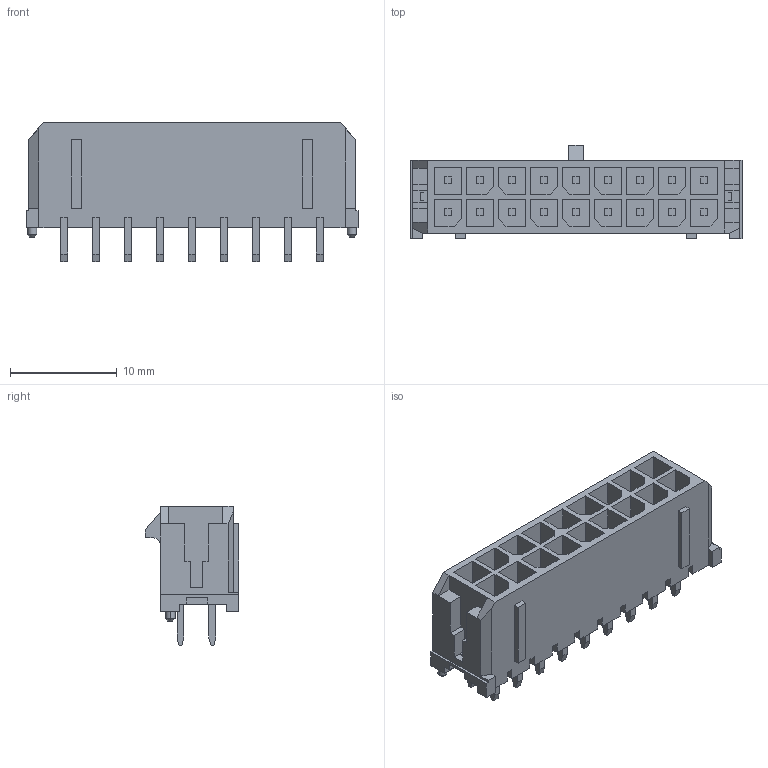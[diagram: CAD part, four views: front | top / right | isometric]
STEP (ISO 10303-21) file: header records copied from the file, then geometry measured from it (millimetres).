
FILE_DESCRIPTION((''),'2;1');
FILE_NAME('430451828','2016-02-03T',('me'),(''),'PRO/ENGINEER BY PARAMETRIC TECHNOLOGY CORPORATION, 2011490','PRO/ENGINEER BY PARAMETRIC TECHNOLOGY CORPORATION, 2011490','');
FILE_SCHEMA(('CONFIG_CONTROL_DESIGN'));
Length unit declared in the file: millimetre
Products named in the file (1): 430451828
Bounding box: 31.15 x 8.77 x 13.09 mm (x, y, z)
Volume: 1228.1 mm3; surface area: 2841.1 mm2
Topology: 1 solids, 1 shells, 555 faces, 1451 edges, 944 vertices
Faces by surface type: plane 546, cylinder 5, cone 4
Entity records: 16614 total; most frequent: CARTESIAN_POINT 2943, ORIENTED_EDGE 2894, DIRECTION 2577, EDGE_CURVE 1447, VECTOR 1437, LINE 1437, VERTEX_POINT 936, EDGE_LOOP 597
